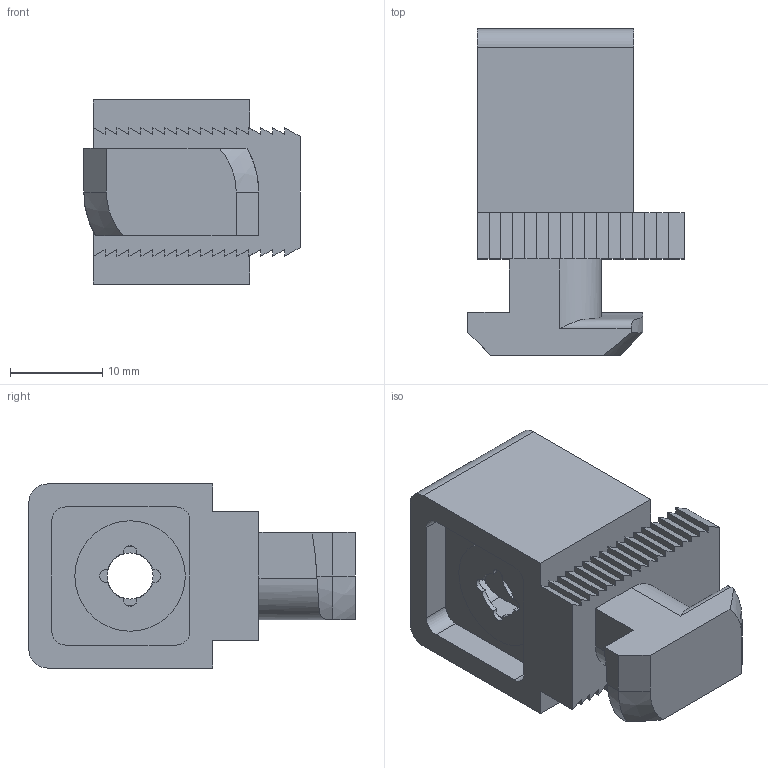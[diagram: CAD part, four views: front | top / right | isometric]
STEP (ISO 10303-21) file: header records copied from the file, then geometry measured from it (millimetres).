
FILE_DESCRIPTION(('FreeCAD Model'),'2;1');
FILE_NAME('Open CASCADE Shape Model','2024-03-19T16:57:51',(''),(''), 'Open CASCADE STEP processor 7.6','FreeCAD','Unknown');
FILE_SCHEMA(('AUTOMOTIVE_DESIGN { 1 0 10303 214 1 1 1 1 }'));
Length unit declared in the file: millimetre
Products named in the file (4): STB10-VARIOB25; _094522M6CS1; _094522M6CS2; _094522M6CS3
Assembly tree (3 placements, depth 2):
  STB10-VARIOB25
    _094522M6CS1
    _094522M6CS2
    _094522M6CS3
Bounding box: 23.5 x 35.45 x 20 mm (x, y, z)
Volume: 6734.8 mm3; surface area: 5181.2 mm2
Topology: 3 solids, 3 shells, 170 faces, 475 edges, 314 vertices
Faces by surface type: plane 125, cylinder 35, cone 4, bspline 4, torus 2
Full cylindrical faces by diameter (mm): 5 x2, 12 x1
Entity records: 12921 total; most frequent: CARTESIAN_POINT 3351, DIRECTION 1752, LINE 1208, VECTOR 1208, ORIENTED_EDGE 948, PCURVE 948, DEFINITIONAL_REPRESENTATION 948, EDGE_CURVE 474
